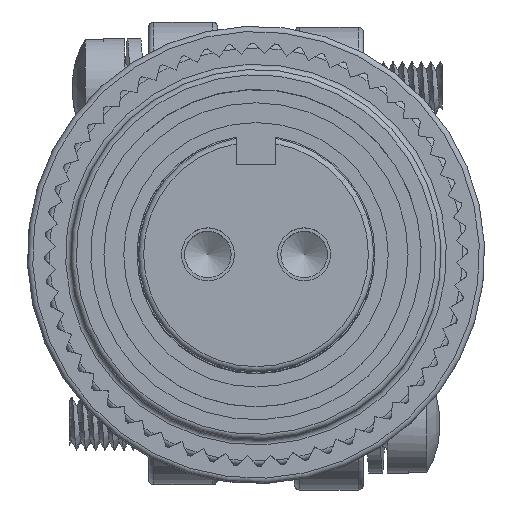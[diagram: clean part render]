
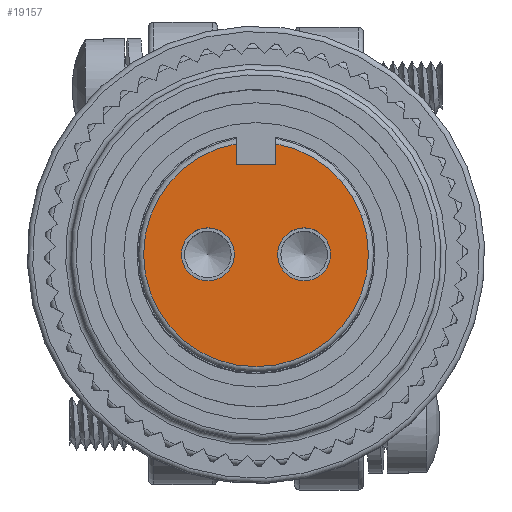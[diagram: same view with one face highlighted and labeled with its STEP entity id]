
A CAD part, top view. The second image highlights one B-rep face of the part: STEP entity #19157.
In plain terms, the highlighted planar face has unit normal (0, 0, 1).
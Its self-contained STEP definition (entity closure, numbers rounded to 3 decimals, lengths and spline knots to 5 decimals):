
#1335=LINE('',#35261,#2482);
#1336=LINE('',#35279,#2483);
#1340=LINE('',#35286,#2487);
#2482=VECTOR('',#24828,0.3937);
#2483=VECTOR('',#24851,0.3937);
#2487=VECTOR('',#24859,0.3937);
#3593=PLANE('',#20777);
#3804=FACE_BOUND('',#5876,.T.);
#3805=FACE_BOUND('',#5877,.T.);
#4675=FACE_OUTER_BOUND('',#5875,.T.);
#5875=EDGE_LOOP('',(#15389,#15390,#15391,#15392));
#5876=EDGE_LOOP('',(#15393));
#5877=EDGE_LOOP('',(#15394));
#6428=CIRCLE('',#19576,0.05);
#6432=CIRCLE('',#19584,0.05);
#6953=CIRCLE('',#20771,0.2125);
#7325=VERTEX_POINT('',#26595);
#7329=VERTEX_POINT('',#26607);
#8502=VERTEX_POINT('',#35258);
#8503=VERTEX_POINT('',#35260);
#8506=VERTEX_POINT('',#35270);
#8509=VERTEX_POINT('',#35278);
#9077=EDGE_CURVE('',#7325,#7325,#6428,.T.);
#9081=EDGE_CURVE('',#7329,#7329,#6432,.T.);
#10892=EDGE_CURVE('',#8503,#8502,#1335,.T.);
#10898=EDGE_CURVE('',#8503,#8506,#6953,.T.);
#10901=EDGE_CURVE('',#8509,#8506,#1336,.T.);
#10906=EDGE_CURVE('',#8502,#8509,#1340,.T.);
#15389=ORIENTED_EDGE('',*,*,#10898,.F.);
#15390=ORIENTED_EDGE('',*,*,#10892,.T.);
#15391=ORIENTED_EDGE('',*,*,#10906,.T.);
#15392=ORIENTED_EDGE('',*,*,#10901,.T.);
#15393=ORIENTED_EDGE('',*,*,#9081,.T.);
#15394=ORIENTED_EDGE('',*,*,#9077,.T.);
#19157=ADVANCED_FACE('',(#4675,#3804,#3805),#3593,.F.);
#19576=AXIS2_PLACEMENT_3D('',#26596,#21549,#21550);
#19584=AXIS2_PLACEMENT_3D('',#26608,#21565,#21566);
#20771=AXIS2_PLACEMENT_3D('',#35272,#24843,#24844);
#20777=AXIS2_PLACEMENT_3D('',#35287,#24860,#24861);
#21549=DIRECTION('center_axis',(0.,0.,
-1.));
#21550=DIRECTION('ref_axis',(1.,0.,0.));
#21565=DIRECTION('center_axis',(0.,0.,
-1.));
#21566=DIRECTION('ref_axis',(1.,0.,0.));
#24828=DIRECTION('',(0.,-1.,0.));
#24843=DIRECTION('center_axis',(0.,0.,
-1.));
#24844=DIRECTION('ref_axis',(0.,-1.,0.));
#24851=DIRECTION('',(0.,1.,0.));
#24859=DIRECTION('',(-1.,0.,0.));
#24860=DIRECTION('center_axis',(0.,0.,
-1.));
#24861=DIRECTION('ref_axis',(-1.,0.,0.));
#26595=CARTESIAN_POINT('',(0.141,0.,0.));
#26596=CARTESIAN_POINT('Origin',(0.091,0.,0.));
#26607=CARTESIAN_POINT('',(-0.041,0.,0.));
#26608=CARTESIAN_POINT('Origin',(-0.091,0.,0.));
#35258=CARTESIAN_POINT('',(0.0375,0.1705,0.));
#35260=CARTESIAN_POINT('',(0.0375,0.20917,0.));
#35261=CARTESIAN_POINT('',(0.0375,0.08525,0.));
#35270=CARTESIAN_POINT('',(-0.0375,0.20917,0.));
#35272=CARTESIAN_POINT('Origin',(0.,0.,0.));
#35278=CARTESIAN_POINT('',(-0.0375,0.1705,0.));
#35279=CARTESIAN_POINT('',(-0.0375,0.10966,0.));
#35286=CARTESIAN_POINT('',(-0.01875,0.1705,0.));
#35287=CARTESIAN_POINT('Origin',(0.,0.,0.));
